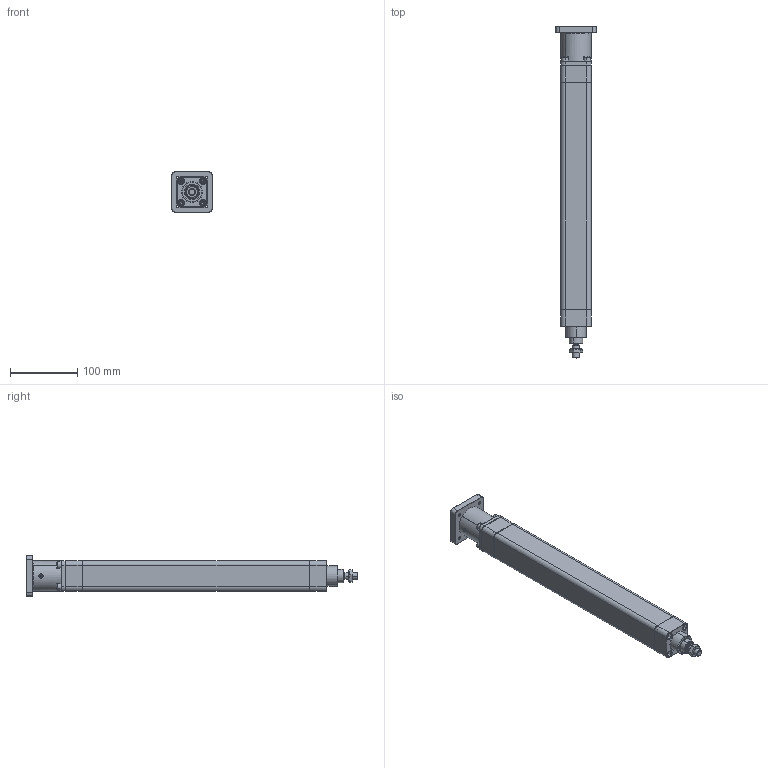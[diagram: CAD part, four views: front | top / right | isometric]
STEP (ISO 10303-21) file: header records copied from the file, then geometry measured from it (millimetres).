
FILE_DESCRIPTION (( 'STEP AP203' ), '1' );
FILE_NAME ('CS032-S050-250D.STEP', '2011-04-19T20:54:14', ( 'Admin' ), ( '' ), 'SwSTEP 2.0', 'SolidWorks 2007', '' );
FILE_SCHEMA (( 'CONFIG_CONTROL_DESIGN' ));
Length unit declared in the file: millimetre
Products named in the file (26): 3200_A_2RS1TN9_MT33_PART6; CS032BsTestataPosteriore; 3200_A_2RS1TN9_MT33; 3200_A_2RS1TN9_MT33_PART5; CS032BsSteloCromato; CS032DrCoperchietto; CS032DrMotore40-2-60-4; CS032BsBoccolaGuida; M4x12Testa-Cilin-Esag-Incas; CS032-S050-250D; CS032BsTestataAnteriore; CS032BsCorpo250; 3200_A_2RS1TN9_MT33_PART1; 3200_A_2RS1TN9_MT33_PART2; 3200_A_2RS1TN9_MT33_PART3; 3200_A_2RS1TN9_MT33_PART4; BV06ViteDoppia; CS032DrViteRicircoloP127; CS032BsGHIERA-VITE; CS032BsGhieraVite; CS032BsArrestoGhiera; CS032BsNaselloINOX; M6x20Testa-Cilin-Esag-Incas; M10x1.25Basso; CS032DrCampana; M3x6Testa-Svas-Esag-Incas
Assembly tree (53 placements, depth 3):
  CS032-S050-250D
    BV06ViteDoppia  x8
    CS032BsBoccolaGuida
    CS032BsTestataAnteriore
    M6x20Testa-Cilin-Esag-Incas  x4
    CS032DrViteRicircoloP127
    M10x1.25Basso
    CS032DrMotore40-2-60-4
    CS032BsTestataPosteriore
    CS032BsNaselloINOX
    CS032BsSteloCromato
    M4x12Testa-Cilin-Esag-Incas  x4
    3200_A_2RS1TN9_MT33
      3200_A_2RS1TN9_MT33_PART6  x8
      3200_A_2RS1TN9_MT33_PART1
      3200_A_2RS1TN9_MT33_PART5  x8
      3200_A_2RS1TN9_MT33_PART2
      3200_A_2RS1TN9_MT33_PART3
      3200_A_2RS1TN9_MT33_PART4
    CS032DrCampana
    M3x6Testa-Svas-Esag-Incas  x2
    CS032DrCoperchietto
    CS032BsGHIERA-VITE
      CS032BsArrestoGhiera
      CS032BsGhieraVite
    CS032BsCorpo250
Bounding box: 60 x 492.7 x 60 mm (x, y, z)
Volume: 561451 mm3; surface area: 219423.5 mm2
Topology: 52 solids, 52 shells, 1699 faces, 3765 edges, 2183 vertices
Faces by surface type: plane 555, cone 484, cylinder 425, torus 159, bspline 44, sphere 32
Entity records: 36946 total; most frequent: CARTESIAN_POINT 7877, DIRECTION 5635, ORIENTED_EDGE 5090, EDGE_CURVE 2545, AXIS2_PLACEMENT_3D 2274, VERTEX_POINT 1485, EDGE_LOOP 1280, ADVANCED_FACE 1152
